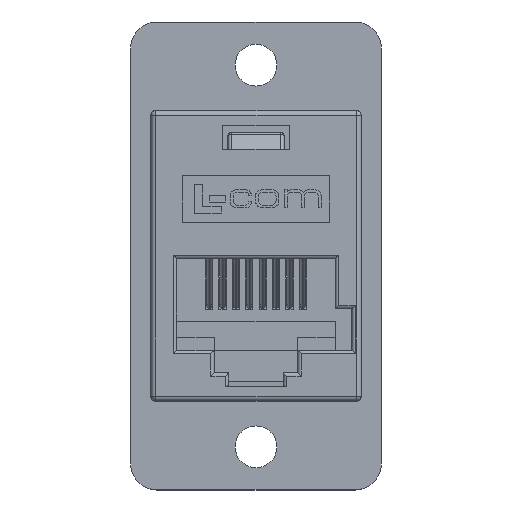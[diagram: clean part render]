
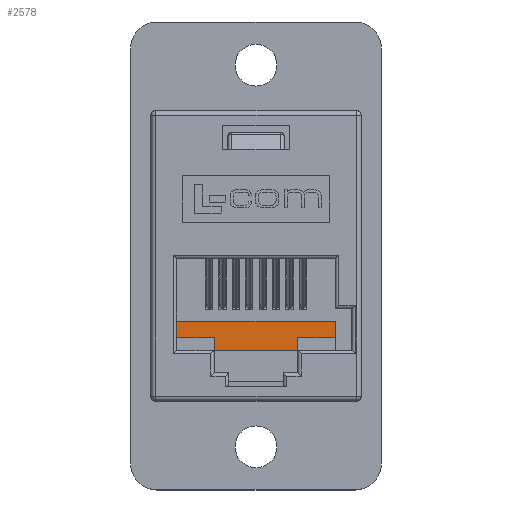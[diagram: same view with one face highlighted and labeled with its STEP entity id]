
A CAD part, top view. The second image highlights one B-rep face of the part: STEP entity #2578.
In plain terms, the highlighted planar face has unit normal (0, 0, 1).
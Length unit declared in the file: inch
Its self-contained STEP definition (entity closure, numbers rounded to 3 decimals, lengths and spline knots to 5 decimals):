
#1879 = CARTESIAN_POINT ( 'NONE',  ( 0.125, -0.283, 0.272 ) ) ;
#1887 = CARTESIAN_POINT ( 'NONE',  ( 0.125, -0.244, 0.272 ) ) ;
#1907 = CARTESIAN_POINT ( 'NONE',  ( -0.237, -0.195, 0.272 ) ) ;
#1936 = CARTESIAN_POINT ( 'NONE',  ( -0.125, -0.244, 0.272 ) ) ;
#1940 = CARTESIAN_POINT ( 'NONE',  ( 0.237, -0.244, 0.272 ) ) ;
#1944 = CARTESIAN_POINT ( 'NONE',  ( 0.237, -0.195, 0.272 ) ) ;
#1969 = CARTESIAN_POINT ( 'NONE',  ( -0.125, -0.283, 0.272 ) ) ;
#1990 = CARTESIAN_POINT ( 'NONE',  ( -0.237, -0.244, 0.272 ) ) ;
#2578 = ADVANCED_FACE ( 'NONE', ( #7400 ), #12998, .F. ) ;
#3802 = EDGE_CURVE ( 'NONE', #15137, #15129, #7031, .T. ) ;
#3816 = EDGE_CURVE ( 'NONE', #15219, #15186, #7059, .T. ) ;
#3820 = EDGE_CURVE ( 'NONE', #15129, #15219, #7067, .T. ) ;
#3821 = EDGE_CURVE ( 'NONE', #15190, #15137, #7069, .T. ) ;
#3822 = EDGE_CURVE ( 'NONE', #15190, #15194, #7065, .T. ) ;
#3823 = EDGE_CURVE ( 'NONE', #15194, #15157, #7071, .T. ) ;
#3824 = EDGE_CURVE ( 'NONE', #15157, #15240, #7075, .T. ) ;
#3825 = EDGE_CURVE ( 'NONE', #15186, #15240, #7077, .T. ) ;
#4194 = DIRECTION ( 'NONE',  ( 0., -1., 0. ) ) ;
#4230 = CARTESIAN_POINT ( 'NONE',  ( 0.125, -0.283, 0.272 ) ) ;
#4266 = CARTESIAN_POINT ( 'NONE',  ( -0.125, -0.283, 0.272 ) ) ;
#4269 = DIRECTION ( 'NONE',  ( 0., 1., 0. ) ) ;
#4275 = CARTESIAN_POINT ( 'NONE',  ( 0.237, -0.283, 0.272 ) ) ;
#4280 = CARTESIAN_POINT ( 'NONE',  ( -0.237, -0.195, 0.272 ) ) ;
#4288 = CARTESIAN_POINT ( 'NONE',  ( -0.125, -0.283, 0.272 ) ) ;
#4290 = DIRECTION ( 'NONE',  ( -1., 0., 0. ) ) ;
#4291 = CARTESIAN_POINT ( 'NONE',  ( 0.125, -0.244, 0.272 ) ) ;
#4295 = DIRECTION ( 'NONE',  ( -1., 0., 0. ) ) ;
#4296 = DIRECTION ( 'NONE',  ( 0., 1., 0. ) ) ;
#4301 = DIRECTION ( 'NONE',  ( -1., 0., 0. ) ) ;
#4304 = CARTESIAN_POINT ( 'NONE',  ( -0.237, -0.283, 0.272 ) ) ;
#4305 = DIRECTION ( 'NONE',  ( 0., -1., 0. ) ) ;
#4306 = CARTESIAN_POINT ( 'NONE',  ( -0.125, -0.244, 0.272 ) ) ;
#4308 = DIRECTION ( 'NONE',  ( -1., 0., 0. ) ) ;
#5815 = ORIENTED_EDGE ( 'NONE', *, *, #3802, .F. ) ;
#5816 = ORIENTED_EDGE ( 'NONE', *, *, #3821, .F. ) ;
#5817 = ORIENTED_EDGE ( 'NONE', *, *, #3822, .T. ) ;
#5818 = ORIENTED_EDGE ( 'NONE', *, *, #3823, .T. ) ;
#5820 = ORIENTED_EDGE ( 'NONE', *, *, #3824, .T. ) ;
#5821 = ORIENTED_EDGE ( 'NONE', *, *, #3825, .F. ) ;
#5822 = ORIENTED_EDGE ( 'NONE', *, *, #3816, .F. ) ;
#5823 = ORIENTED_EDGE ( 'NONE', *, *, #3820, .F. ) ;
#6005 = AXIS2_PLACEMENT_3D ( 'NONE', #13002, #13016, #13017 ) ;
#7031 = LINE ( 'NONE', #4230, #7034 ) ;
#7034 = VECTOR ( 'NONE', #4194, 39.37008 ) ;
#7059 = LINE ( 'NONE', #4266, #7062 ) ;
#7062 = VECTOR ( 'NONE', #4269, 39.37008 ) ;
#7065 = LINE ( 'NONE', #4275, #7074 ) ;
#7067 = LINE ( 'NONE', #4288, #7070 ) ;
#7069 = LINE ( 'NONE', #4291, #7072 ) ;
#7070 = VECTOR ( 'NONE', #4290, 39.37008 ) ;
#7071 = LINE ( 'NONE', #4280, #7076 ) ;
#7072 = VECTOR ( 'NONE', #4295, 39.37008 ) ;
#7074 = VECTOR ( 'NONE', #4296, 39.37008 ) ;
#7075 = LINE ( 'NONE', #4304, #7078 ) ;
#7076 = VECTOR ( 'NONE', #4301, 39.37008 ) ;
#7077 = LINE ( 'NONE', #4306, #7080 ) ;
#7078 = VECTOR ( 'NONE', #4305, 39.37008 ) ;
#7080 = VECTOR ( 'NONE', #4308, 39.37008 ) ;
#7400 = FACE_OUTER_BOUND ( 'NONE', #14057, .T. ) ;
#12998 = PLANE ( 'NONE',  #6005 ) ;
#13002 = CARTESIAN_POINT ( 'NONE',  ( -0.237, -0.195, 0.272 ) ) ;
#13016 = DIRECTION ( 'NONE',  ( 0., 0., -1. ) ) ;
#13017 = DIRECTION ( 'NONE',  ( -1., 0., 0. ) ) ;
#14057 = EDGE_LOOP ( 'NONE', ( #5815, #5816, #5817, #5818, #5820, #5821, #5822, #5823 ) ) ;
#15129 = VERTEX_POINT ( 'NONE', #1879 ) ;
#15137 = VERTEX_POINT ( 'NONE', #1887 ) ;
#15157 = VERTEX_POINT ( 'NONE', #1907 ) ;
#15186 = VERTEX_POINT ( 'NONE', #1936 ) ;
#15190 = VERTEX_POINT ( 'NONE', #1940 ) ;
#15194 = VERTEX_POINT ( 'NONE', #1944 ) ;
#15219 = VERTEX_POINT ( 'NONE', #1969 ) ;
#15240 = VERTEX_POINT ( 'NONE', #1990 ) ;
